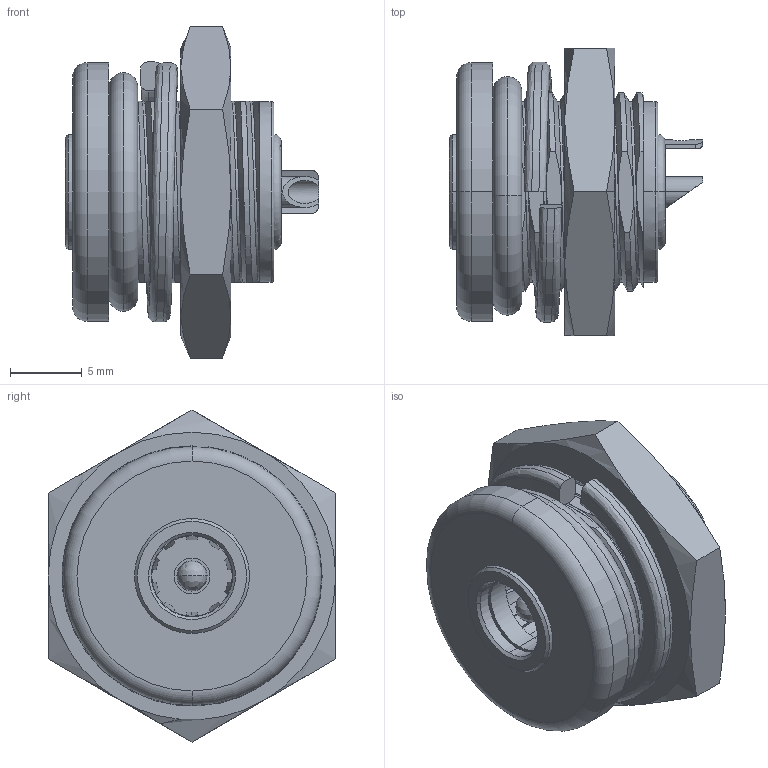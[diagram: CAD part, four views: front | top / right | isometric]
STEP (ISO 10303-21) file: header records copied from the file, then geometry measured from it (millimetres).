
FILE_DESCRIPTION (( 'STEP AP203' ), '1' );
FILE_NAME ('54-00526.STEP', '2025-05-14T19:03:07', ( '' ), ( '' ), 'SwSTEP 2.0', 'SolidWorks 2021', '' );
FILE_SCHEMA (( 'CONFIG_CONTROL_DESIGN' ));
Length unit declared in the file: millimetre
Products named in the file (10): 24-00419; 56-00029; 50-00541 center pin_Center pin; 55-00308; 50-00541 shell_Shell; 50-00541 spring contact_Terminal; 54-00526; 56-00028_Helical - Render; 50-00541 insulator_Insulator; 50-00541
Assembly tree (9 placements, depth 3):
  54-00526
    50-00541
      50-00541 center pin_Center pin
      50-00541 spring contact_Terminal
      50-00541 shell_Shell
      50-00541 insulator_Insulator
    24-00419
    56-00028_Helical - Render
    56-00029
    55-00308
Bounding box: 17.6 x 20 x 23.09 mm (x, y, z)
Volume: 2807.7 mm3; surface area: 4238.6 mm2
Topology: 8 solids, 8 shells, 289 faces, 717 edges, 427 vertices
Faces by surface type: plane 101, cylinder 81, bspline 74, cone 17, torus 16
Entity records: 20896 total; most frequent: CARTESIAN_POINT 13662, ORIENTED_EDGE 1418, DIRECTION 1177, EDGE_CURVE 709, AXIS2_PLACEMENT_3D 490, VERTEX_POINT 427, EDGE_LOOP 314, ADVANCED_FACE 289
